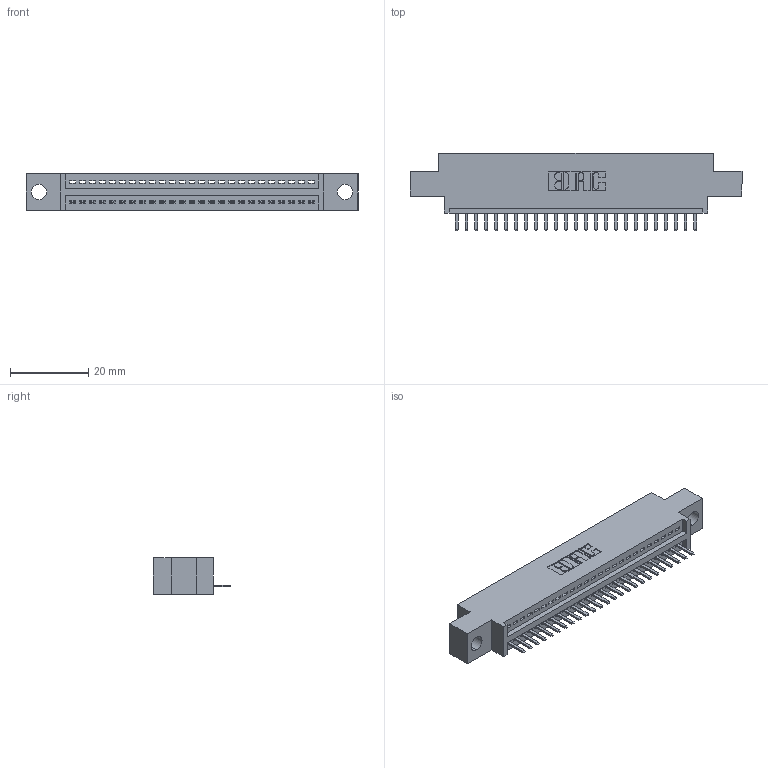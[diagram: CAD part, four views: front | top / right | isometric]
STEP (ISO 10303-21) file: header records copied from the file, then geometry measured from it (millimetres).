
FILE_DESCRIPTION (( 'STEP AP203' ), '1' );
FILE_NAME ('395-025-520-604.STEP', '2019-10-18T07:08:14', ( '' ), ( '' ), 'SwSTEP 2.0', 'SolidWorks 2016', '' );
FILE_SCHEMA (( 'CONFIG_CONTROL_DESIGN' ));
Length unit declared in the file: inch
Products named in the file (3): 395-025-520-604; 345 Part_0.170 Offset - 0.156 Dia-TH; 345-292-001_345-293-120
Assembly tree (26 placements, depth 2):
  395-025-520-604
    345 Part_0.170 Offset - 0.156 Dia-TH
    345-292-001_345-293-120  x25
Bounding box: 84.71 x 19.68 x 9.4 mm (x, y, z)
Volume: 7633.3 mm3; surface area: 9613 mm2
Topology: 26 solids, 26 shells, 1680 faces, 4953 edges, 3234 vertices
Faces by surface type: plane 1134, cylinder 546
Entity records: 21353 total; most frequent: CARTESIAN_POINT 3719, ORIENTED_EDGE 3666, DIRECTION 3259, EDGE_CURVE 1833, VECTOR 1597, LINE 1597, VERTEX_POINT 1218, AXIS2_PLACEMENT_3D 831
